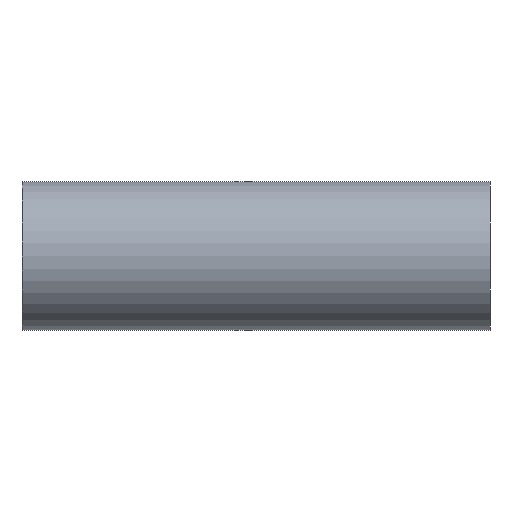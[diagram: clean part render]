
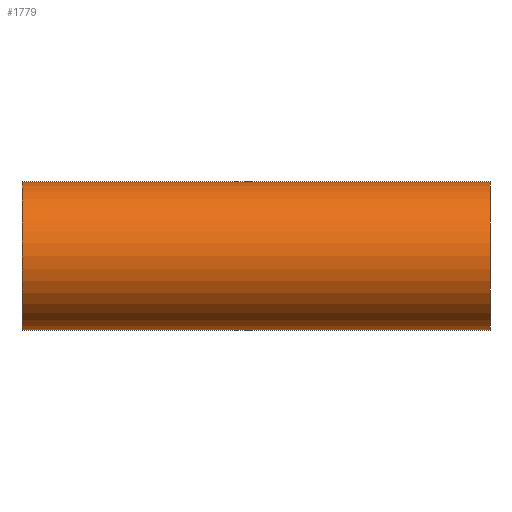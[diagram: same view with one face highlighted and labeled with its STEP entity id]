
A CAD part, left-side view. The second image highlights one B-rep face of the part: STEP entity #1779.
In plain terms, the highlighted cylindrical face has radius 17.5 mm (diameter 35 mm), a full revolution.
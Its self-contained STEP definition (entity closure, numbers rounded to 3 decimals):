
#1577=CARTESIAN_POINT('',(12.628,0.,-12.115));
#1578=VERTEX_POINT('',#1577);
#1586=CARTESIAN_POINT('',(12.628,0.,-12.115));
#1587=CARTESIAN_POINT('',(12.628,0.522,-12.115));
#1588=CARTESIAN_POINT('',(12.681,1.57,-12.06));
#1589=CARTESIAN_POINT('',(12.946,3.352,-11.779));
#1590=CARTESIAN_POINT('',(13.327,4.81,-11.349));
#1591=CARTESIAN_POINT('',(13.779,6.167,-10.793));
#1592=CARTESIAN_POINT('',(14.189,7.237,-10.256));
#1593=CARTESIAN_POINT('',(14.671,8.337,-9.553));
#1594=CARTESIAN_POINT('',(15.025,9.076,-8.978));
#1595=CARTESIAN_POINT('',(15.375,9.779,-8.367));
#1596=CARTESIAN_POINT('',(15.93,10.841,-7.313));
#1597=CARTESIAN_POINT('',(16.472,11.792,-5.99));
#1598=CARTESIAN_POINT('',(16.805,12.355,-4.89));
#1599=CARTESIAN_POINT('',(17.036,12.743,-4.051));
#1600=CARTESIAN_POINT('',(17.308,13.19,-2.798));
#1601=CARTESIAN_POINT('',(17.491,13.486,-1.1));
#1602=CARTESIAN_POINT('',(17.508,13.514,0.156));
#1603=CARTESIAN_POINT('',(17.458,13.433,1.406));
#1604=CARTESIAN_POINT('',(17.308,13.19,2.796));
#1605=CARTESIAN_POINT('',(16.958,12.615,4.414));
#1606=CARTESIAN_POINT('',(16.615,12.034,5.518));
#1607=CARTESIAN_POINT('',(16.236,11.374,6.561));
#1608=CARTESIAN_POINT('',(15.763,10.528,7.652));
#1609=CARTESIAN_POINT('',(15.123,9.293,8.834));
#1610=CARTESIAN_POINT('',(14.532,8.035,9.765));
#1611=CARTESIAN_POINT('',(14.076,6.95,10.406));
#1612=CARTESIAN_POINT('',(13.699,5.935,10.894));
#1613=CARTESIAN_POINT('',(13.401,5.023,11.257));
#1614=CARTESIAN_POINT('',(13.051,3.762,11.663));
#1615=CARTESIAN_POINT('',(12.722,2.09,12.018));
#1616=CARTESIAN_POINT('',(12.581,-0.002,12.164));
#1617=CARTESIAN_POINT('',(12.723,-2.093,12.018));
#1618=CARTESIAN_POINT('',(13.035,-3.68,11.68));
#1619=CARTESIAN_POINT('',(13.294,-4.636,11.382));
#1620=CARTESIAN_POINT('',(13.477,-5.258,11.164));
#1621=CARTESIAN_POINT('',(13.7,-5.938,10.893));
#1622=CARTESIAN_POINT('',(14.023,-6.81,10.473));
#1623=CARTESIAN_POINT('',(14.479,-7.918,9.844));
#1624=CARTESIAN_POINT('',(15.073,-9.196,8.926));
#1625=CARTESIAN_POINT('',(15.763,-10.528,7.652));
#1626=CARTESIAN_POINT('',(16.328,-11.54,6.346));
#1627=CARTESIAN_POINT('',(16.872,-12.474,4.755));
#1628=CARTESIAN_POINT('',(17.286,-13.155,3.003));
#1629=CARTESIAN_POINT('',(17.508,-13.513,0.943));
#1630=CARTESIAN_POINT('',(17.508,-13.513,-0.63));
#1631=CARTESIAN_POINT('',(17.358,-13.271,-2.492));
#1632=CARTESIAN_POINT('',(17.071,-12.805,-3.992));
#1633=CARTESIAN_POINT('',(16.659,-12.109,-5.381));
#1634=CARTESIAN_POINT('',(16.292,-11.474,-6.432));
#1635=CARTESIAN_POINT('',(15.816,-10.623,-7.531));
#1636=CARTESIAN_POINT('',(15.24,-9.52,-8.624));
#1637=CARTESIAN_POINT('',(14.711,-8.427,-9.495));
#1638=CARTESIAN_POINT('',(14.189,-7.238,-10.255));
#1639=CARTESIAN_POINT('',(13.693,-5.943,-10.906));
#1640=CARTESIAN_POINT('',(13.258,-4.567,-11.428));
#1641=CARTESIAN_POINT('',(12.909,-3.101,-11.819));
#1642=CARTESIAN_POINT('',(12.681,-1.569,-12.061));
#1643=CARTESIAN_POINT('',(12.628,-0.523,-12.115));
#1644=CARTESIAN_POINT('',(12.628,0.,-12.115));
#1645=CARTESIAN_POINT('',(12.628,0.,-12.115));
#1646=CARTESIAN_POINT('',(12.628,0.,-12.115));
#1647=CARTESIAN_POINT('',(12.628,0.,-12.115));
#1648=B_SPLINE_CURVE_WITH_KNOTS('',3,(#1586,#1587,#1588,#1589,#1590,#1591,#1592,#1593,#1594,#1595,#1596,#1597,#1598,#1599,#1600,#1601,#1602,#1603,#1604,#1605,#1606,#1607,#1608,#1609,#1610,#1611,#1612,#1613,#1614,#1615,#1616,#1617,#1618,#1619,#1620,#1621,#1622,#1623,#1624,#1625,#1626,#1627,#1628,#1629,#1630,#1631,#1632,#1633,#1634,#1635,#1636,#1637,#1638,#1639,#1640,#1641,#1642,#1643,#1644,#1645,#1646,#1647),.UNSPECIFIED.,.T.,.U.,(4,1,1,1,1,1,1,1,1,1,1,1,1,1,1,1,1,1,1,1,1,1,1,1,1,1,1,1,1,1,1,1,1,1,1,1,1,1,1,1,1,1,1,1,1,1,1,1,1,1,1,1,1,1,1,1,3,4),(-7.208,-7.08,-6.951,-6.758,-6.694,-6.565,-6.436,-6.34,-6.307,-6.179,-5.921,-5.857,-5.835,-5.664,-5.492,-5.363,-5.321,-5.149,-4.977,-4.849,-4.806,-4.634,-4.462,-4.334,-4.205,-4.119,-4.033,-3.947,-3.776,-3.604,-3.433,-3.261,-3.197,-3.175,-3.089,-3.004,-2.918,-2.746,-2.574,-2.403,-2.288,-2.06,-1.888,-1.716,-1.63,-1.373,-1.287,-1.201,-1.03,-0.901,-0.772,-0.644,-0.515,-0.386,-0.257,-0.129,0.0,0.),.UNSPECIFIED.);
#1649=EDGE_CURVE('',#1578,#1578,#1648,.T.);
#1749=CARTESIAN_POINT('',(0.,0.0,0.0));
#1750=DIRECTION('',(0.,-1.0,0.0));
#1751=DIRECTION('',(1.0,0.0,0.0));
#1752=AXIS2_PLACEMENT_3D('',#1749,#1750,#1751);
#1753=CYLINDRICAL_SURFACE('',#1752,17.5);
#1754=CARTESIAN_POINT('',(17.5,-55.,0.0));
#1755=VERTEX_POINT('',#1754);
#1756=CARTESIAN_POINT('',(0.,-55.0,0.0));
#1757=DIRECTION('',(0.0,-1.0,0.0));
#1758=DIRECTION('',(1.0,0.0,0.0));
#1759=AXIS2_PLACEMENT_3D('',#1756,#1757,#1758);
#1760=CIRCLE('',#1759,17.5);
#1761=EDGE_CURVE('',#1755,#1755,#1760,.T.);
#1762=ORIENTED_EDGE('',*,*,#1761,.F.);
#1763=EDGE_LOOP('',(#1762));
#1764=FACE_OUTER_BOUND('',#1763,.T.);
#1765=CARTESIAN_POINT('',(17.5,55.,0.0));
#1766=VERTEX_POINT('',#1765);
#1767=CARTESIAN_POINT('',(0.,55.0,0.0));
#1768=DIRECTION('',(0.0,-1.0,0.0));
#1769=DIRECTION('',(1.0,0.0,0.0));
#1770=AXIS2_PLACEMENT_3D('',#1767,#1768,#1769);
#1771=CIRCLE('',#1770,17.5);
#1772=EDGE_CURVE('',#1766,#1766,#1771,.T.);
#1773=ORIENTED_EDGE('',*,*,#1772,.T.);
#1774=EDGE_LOOP('',(#1773));
#1775=FACE_BOUND('',#1774,.T.);
#1776=ORIENTED_EDGE('',*,*,#1649,.F.);
#1777=EDGE_LOOP('',(#1776));
#1778=FACE_BOUND('',#1777,.T.);
#1779=ADVANCED_FACE('',(#1764,#1775,#1778),#1753,.T.);
